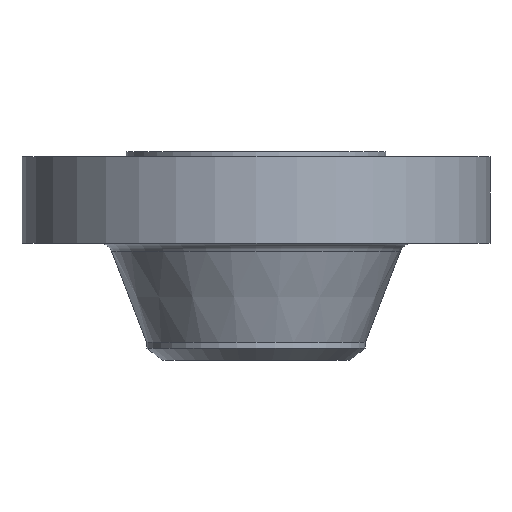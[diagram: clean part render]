
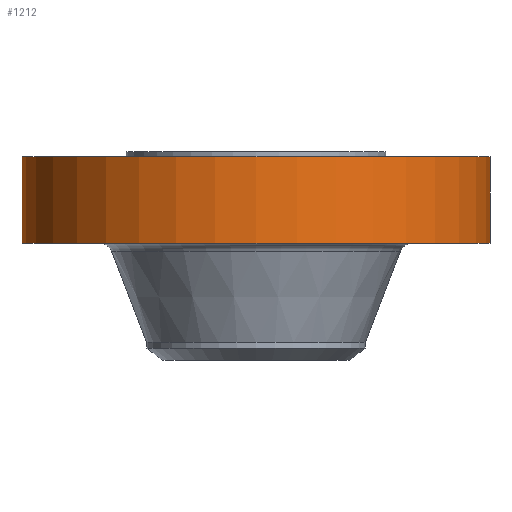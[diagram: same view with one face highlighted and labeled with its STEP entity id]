
A CAD part, front view. The second image highlights one B-rep face of the part: STEP entity #1212.
In plain terms, the highlighted cylindrical face has radius 292.1 mm (diameter 584.2 mm), a partial arc.
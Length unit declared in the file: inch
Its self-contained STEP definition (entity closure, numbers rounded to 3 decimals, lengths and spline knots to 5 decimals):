
#33 = ORIENTED_EDGE ( 'NONE', *, *, #1095, .F. ) ;
#62 = VERTEX_POINT ( 'NONE', #379 ) ;
#68 = CIRCLE ( 'NONE', #1236, 11.5 ) ;
#118 = AXIS2_PLACEMENT_3D ( 'NONE', #1069, #972, #273 ) ;
#189 = FACE_OUTER_BOUND ( 'NONE', #1064, .T. ) ;
#208 = CIRCLE ( 'NONE', #1329, 11.5 ) ;
#219 = CARTESIAN_POINT ( 'NONE',  ( 0., 0., -4.5 ) ) ;
#230 = DIRECTION ( 'NONE',  ( 0., 0., 1. ) ) ;
#249 = DIRECTION ( 'NONE',  ( 0., 0., 1. ) ) ;
#273 = DIRECTION ( 'NONE',  ( 1., 0., 0. ) ) ;
#379 = CARTESIAN_POINT ( 'NONE',  ( -11.5, 0., -4.5 ) ) ;
#450 = DIRECTION ( 'NONE',  ( 0., 0., 1. ) ) ;
#456 = EDGE_CURVE ( 'NONE', #62, #474, #68, .T. ) ;
#457 = EDGE_CURVE ( 'NONE', #1014, #484, #208, .T. ) ;
#474 = VERTEX_POINT ( 'NONE', #990 ) ;
#484 = VERTEX_POINT ( 'NONE', #1344 ) ;
#536 = DIRECTION ( 'NONE',  ( 0., 0., 1. ) ) ;
#539 = VECTOR ( 'NONE', #249, 39.37008 ) ;
#542 = ORIENTED_EDGE ( 'NONE', *, *, #456, .T. ) ;
#550 = CARTESIAN_POINT ( 'NONE',  ( 0., 0., -0.25 ) ) ;
#596 = CARTESIAN_POINT ( 'NONE',  ( -11.5, 0., 0. ) ) ;
#615 = CYLINDRICAL_SURFACE ( 'NONE', #118, 11.5 ) ;
#680 = VECTOR ( 'NONE', #230, 39.37008 ) ;
#781 = LINE ( 'NONE', #1218, #680 ) ;
#801 = CARTESIAN_POINT ( 'NONE',  ( -11.5, 0., -0.25 ) ) ;
#840 = ORIENTED_EDGE ( 'NONE', *, *, #457, .F. ) ;
#899 = DIRECTION ( 'NONE',  ( 1., 0., 0. ) ) ;
#900 = EDGE_CURVE ( 'NONE', #474, #484, #781, .T. ) ;
#931 = LINE ( 'NONE', #596, #539 ) ;
#972 = DIRECTION ( 'NONE',  ( 0., 0., 1. ) ) ;
#990 = CARTESIAN_POINT ( 'NONE',  ( 11.5, 0., -4.5 ) ) ;
#1014 = VERTEX_POINT ( 'NONE', #801 ) ;
#1064 = EDGE_LOOP ( 'NONE', ( #33, #542, #1328, #840 ) ) ;
#1069 = CARTESIAN_POINT ( 'NONE',  ( 0., 0., 0. ) ) ;
#1095 = EDGE_CURVE ( 'NONE', #62, #1014, #931, .T. ) ;
#1116 = DIRECTION ( 'NONE',  ( 1., 0., 0. ) ) ;
#1212 = ADVANCED_FACE ( 'NONE', ( #189 ), #615, .T. ) ;
#1218 = CARTESIAN_POINT ( 'NONE',  ( 11.5, 0., 0. ) ) ;
#1236 = AXIS2_PLACEMENT_3D ( 'NONE', #219, #536, #1116 ) ;
#1328 = ORIENTED_EDGE ( 'NONE', *, *, #900, .T. ) ;
#1329 = AXIS2_PLACEMENT_3D ( 'NONE', #550, #450, #899 ) ;
#1344 = CARTESIAN_POINT ( 'NONE',  ( 11.5, 0., -0.25 ) ) ;
